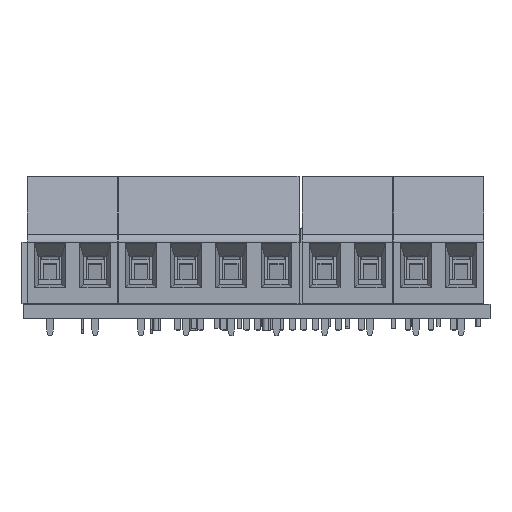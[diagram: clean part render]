
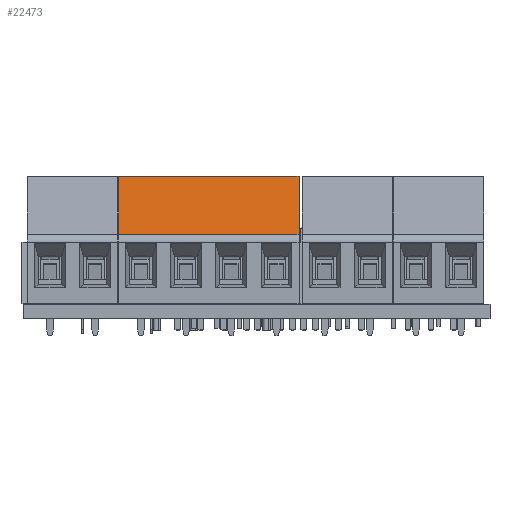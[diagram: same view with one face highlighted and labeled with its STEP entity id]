
A CAD part, front view. The second image highlights one B-rep face of the part: STEP entity #22473.
In plain terms, the highlighted planar face has unit normal (0, -0.986, 0.169).
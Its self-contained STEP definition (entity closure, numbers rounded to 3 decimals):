
#21168 = VERTEX_POINT('',#21169);
#21169 = CARTESIAN_POINT('',(17.5,-3.2,14.1));
#21175 = EDGE_CURVE('',#21176,#21168,#21178,.T.);
#21176 = VERTEX_POINT('',#21177);
#21177 = CARTESIAN_POINT('',(17.5,-4.3,7.7));
#21178 = LINE('',#21179,#21180);
#21179 = CARTESIAN_POINT('',(17.5,-4.3,7.7));
#21180 = VECTOR('',#21181,1.);
#21181 = DIRECTION('',(0.,0.169,0.986));
#22412 = VERTEX_POINT('',#22413);
#22413 = CARTESIAN_POINT('',(-2.5,-3.2,14.1));
#22419 = EDGE_CURVE('',#21168,#22412,#22420,.T.);
#22420 = LINE('',#22421,#22422);
#22421 = CARTESIAN_POINT('',(17.5,-3.2,14.1));
#22422 = VECTOR('',#22423,1.);
#22423 = DIRECTION('',(-1.,0.,0.));
#22473 = ADVANCED_FACE('',(#22474),#22492,.T.);
#22474 = FACE_BOUND('',#22475,.T.);
#22475 = EDGE_LOOP('',(#22476,#22477,#22478,#22486));
#22476 = ORIENTED_EDGE('',*,*,#21175,.T.);
#22477 = ORIENTED_EDGE('',*,*,#22419,.T.);
#22478 = ORIENTED_EDGE('',*,*,#22479,.F.);
#22479 = EDGE_CURVE('',#22480,#22412,#22482,.T.);
#22480 = VERTEX_POINT('',#22481);
#22481 = CARTESIAN_POINT('',(-2.5,-4.3,7.7));
#22482 = LINE('',#22483,#22484);
#22483 = CARTESIAN_POINT('',(-2.5,-4.3,7.7));
#22484 = VECTOR('',#22485,1.);
#22485 = DIRECTION('',(0.,0.169,0.986));
#22486 = ORIENTED_EDGE('',*,*,#22487,.F.);
#22487 = EDGE_CURVE('',#21176,#22480,#22488,.T.);
#22488 = LINE('',#22489,#22490);
#22489 = CARTESIAN_POINT('',(17.5,-4.3,7.7));
#22490 = VECTOR('',#22491,1.);
#22491 = DIRECTION('',(-1.,0.,0.));
#22492 = PLANE('',#22493);
#22493 = AXIS2_PLACEMENT_3D('',#22494,#22495,#22496);
#22494 = CARTESIAN_POINT('',(17.5,-4.3,7.7));
#22495 = DIRECTION('',(0.,-0.986,0.169));
#22496 = DIRECTION('',(0.,0.169,0.986));
